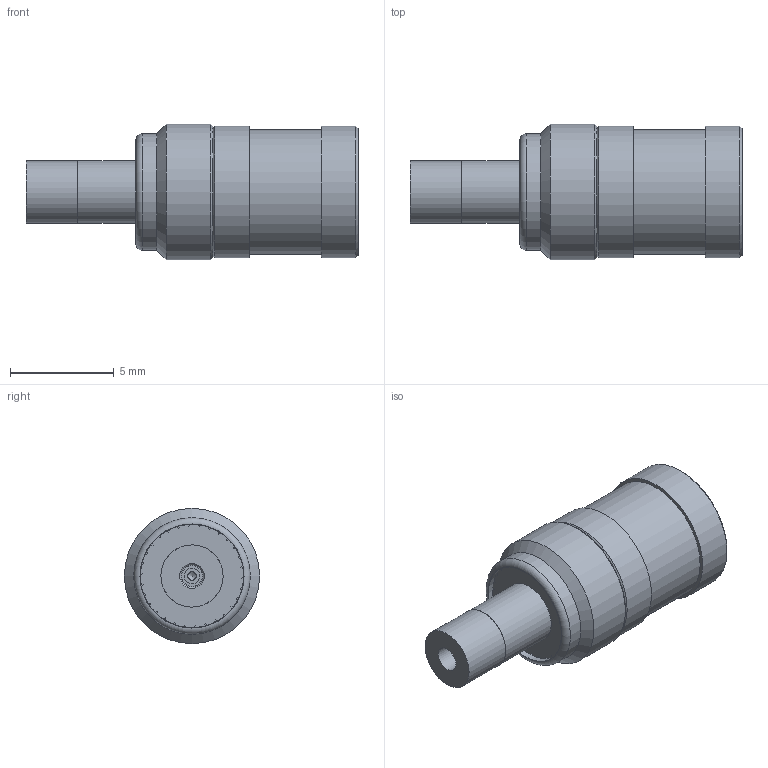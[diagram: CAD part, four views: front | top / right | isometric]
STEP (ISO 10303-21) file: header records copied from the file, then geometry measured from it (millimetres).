
FILE_DESCRIPTION(/* description */ ('Unknown'),/* implementation_level */ '2;1');
FILE_NAME(/* name */ '61646020112120',/* time_stamp */ '2024-05-21T16:44:05+02:00',/* author */ ('Unknown'),/* organization */ ('Unknown'),/* preprocessor_version */ 'ST-DEVELOPER v18.102',/* originating_system */ 'Solid Edge',/* authorisation */ 'Unknown');
FILE_SCHEMA (('AUTOMOTIVE_DESIGN {1 0 10303 214 3 1 1}'));
Length unit declared in the file: millimetre
Products named in the file (9): 61646020112120; 61646020112120_Body; 61646020112120_Shell; 61646020112120_Braid Holder; 61646020112120_Insulator2; 61646020112120_Center-pin; 61646020112120_Insulator; 61646020112120_Ring; 61646020112120_Ferrule
Assembly tree (8 placements, depth 2):
  61646020112120
    61646020112120_Body
    61646020112120_Shell
    61646020112120_Braid Holder
    61646020112120_Insulator2
    61646020112120_Center-pin
    61646020112120_Insulator
    61646020112120_Ring
    61646020112120_Ferrule
Bounding box: 16 x 6.52 x 6.52 mm (x, y, z)
Volume: 265.1 mm3; surface area: 1027.7 mm2
Topology: 8 solids, 8 shells, 370 faces, 996 edges, 658 vertices
Faces by surface type: plane 203, cylinder 125, cone 37, torus 5
Full cylindrical faces by diameter (mm): 0.4 x1, 0.5 x1, 0.55 x1, 0.75 x1, 0.94 x2, 1 x3, 1.08 x1, 1.1 x1, 1.2 x1, 1.7 x2, 1.8 x1, 2 x1, 2.2 x3, 2.25 x1, 2.4 x1, 3 x2, 3.04 x1, 3.06 x1, 3.72 x1, 4.44 x1, 4.78 x1, 4.98 x1, 5.2 x2, 5.4 x1, 5.62 x1, 6.02 x1, 6.35 x2, 6.52 x1
Entity records: 11596 total; most frequent: CARTESIAN_POINT 2455, ORIENTED_EDGE 1838, DIRECTION 1810, EDGE_CURVE 919, AXIS2_PLACEMENT_3D 683, VERTEX_POINT 639, FACE_BOUND 458, EDGE_LOOP 456
